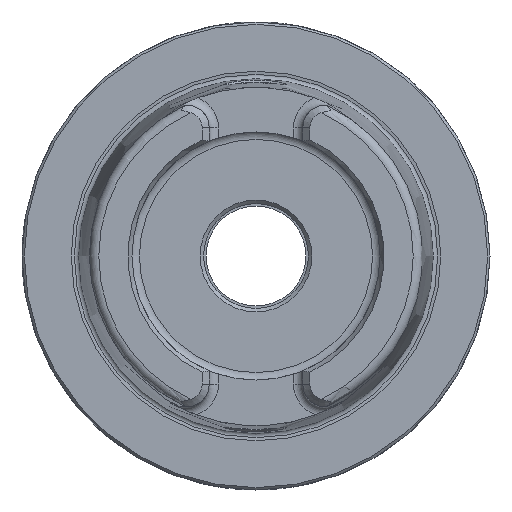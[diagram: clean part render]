
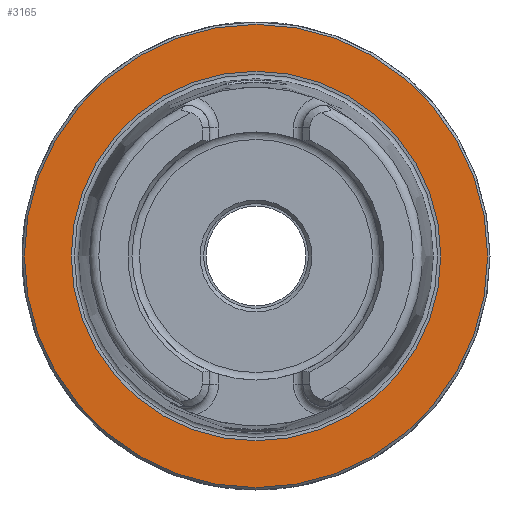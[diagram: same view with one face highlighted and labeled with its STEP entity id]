
A CAD part, left-side view. The second image highlights one B-rep face of the part: STEP entity #3165.
In plain terms, the highlighted planar face has unit normal (-1, 0, 0).
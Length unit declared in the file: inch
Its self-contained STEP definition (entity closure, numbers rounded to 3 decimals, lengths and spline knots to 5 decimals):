
#3131=CARTESIAN_POINT('',(0.0,1.94882,0.));
#3132=VERTEX_POINT('',#3131);
#3133=CARTESIAN_POINT('',(0.0,0.0,0.0));
#3134=DIRECTION('',(1.0,0.0,0.0));
#3135=DIRECTION('',(0.0,-1.0,0.0));
#3136=AXIS2_PLACEMENT_3D('',#3133,#3134,#3135);
#3137=CIRCLE('',#3136,1.94882);
#3138=EDGE_CURVE('',#3132,#3132,#3137,.T.);
#3146=CARTESIAN_POINT('',(0.0,0.98425,0.0));
#3147=DIRECTION('',(-1.0,0.0,0.0));
#3148=DIRECTION('',(0.0,0.0,1.0));
#3149=AXIS2_PLACEMENT_3D('',#3146,#3147,#3148);
#3150=PLANE('',#3149);
#3151=ORIENTED_EDGE('',*,*,#3138,.F.);
#3152=EDGE_LOOP('',(#3151));
#3153=FACE_OUTER_BOUND('',#3152,.T.);
#3154=CARTESIAN_POINT('',(0.0,1.55442,0.0));
#3155=VERTEX_POINT('',#3154);
#3156=CARTESIAN_POINT('',(0.0,0.0,0.0));
#3157=DIRECTION('',(1.0,0.0,0.0));
#3158=DIRECTION('',(0.0,1.0,0.0));
#3159=AXIS2_PLACEMENT_3D('',#3156,#3157,#3158);
#3160=CIRCLE('',#3159,1.55442);
#3161=EDGE_CURVE('',#3155,#3155,#3160,.T.);
#3162=ORIENTED_EDGE('',*,*,#3161,.T.);
#3163=EDGE_LOOP('',(#3162));
#3164=FACE_BOUND('',#3163,.T.);
#3165=ADVANCED_FACE('',(#3153,#3164),#3150,.T.);
